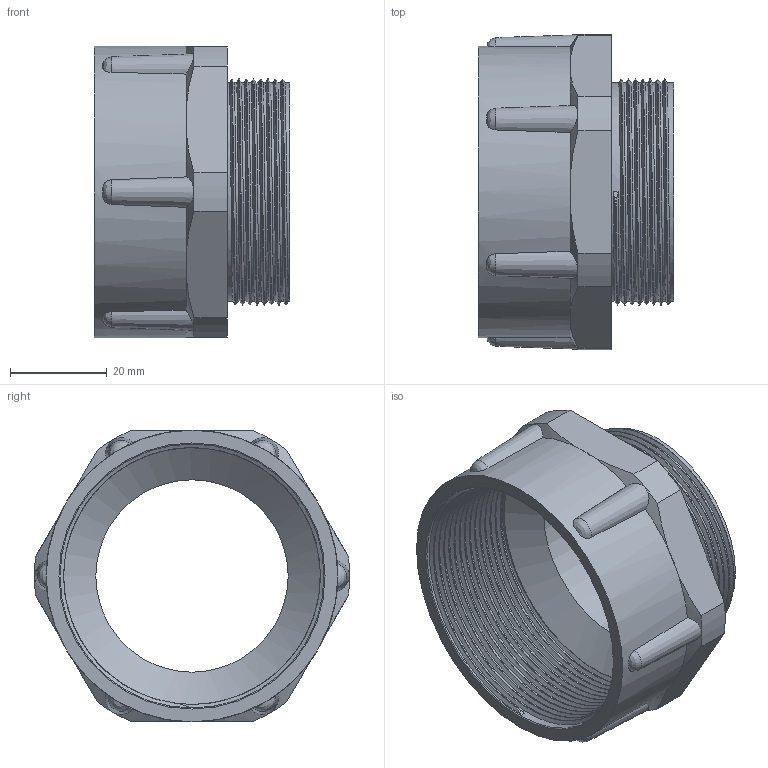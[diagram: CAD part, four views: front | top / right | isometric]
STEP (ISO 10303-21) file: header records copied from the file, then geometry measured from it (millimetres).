
FILE_DESCRIPTION(/* description */ ('Reduzierung sechskant PG 36 /PG 42'),/* implementation_level */ '2;1');
FILE_NAME(/* name */ '11083642-RST.stp',/* time_stamp */ '2020-04-29T15:17:45+02:00',/* author */ ('sl'),/* organization */ (''),/* preprocessor_version */ 'ST-DEVELOPER v16.5',/* originating_system */ 'Autodesk Inventor 2017',/* authorisation */ '');
FILE_SCHEMA (('AUTOMOTIVE_DESIGN { 1 0 10303 214 3 1 1 }'));
Length unit declared in the file: millimetre
Products named in the file (1): 11083642
Bounding box: 40.5 x 65.15 x 60.31 mm (x, y, z)
Volume: 26268.2 mm3; surface area: 19438.6 mm2
Topology: 1 solids, 1 shells, 80 faces, 227 edges, 150 vertices
Faces by surface type: cylinder 36, plane 19, cone 13, bspline 10, torus 2
Full cylindrical faces by diameter (mm): 39.8 x1, 43.32 x1, 45.238 x7, 54.622 x14, 60.31 x1
Entity records: 6884 total; most frequent: CARTESIAN_POINT 5522, ORIENTED_EDGE 302, DIRECTION 235, EDGE_CURVE 151, VERTEX_POINT 103, AXIS2_PLACEMENT_3D 101, EDGE_LOOP 72, FACE_OUTER_BOUND 60
